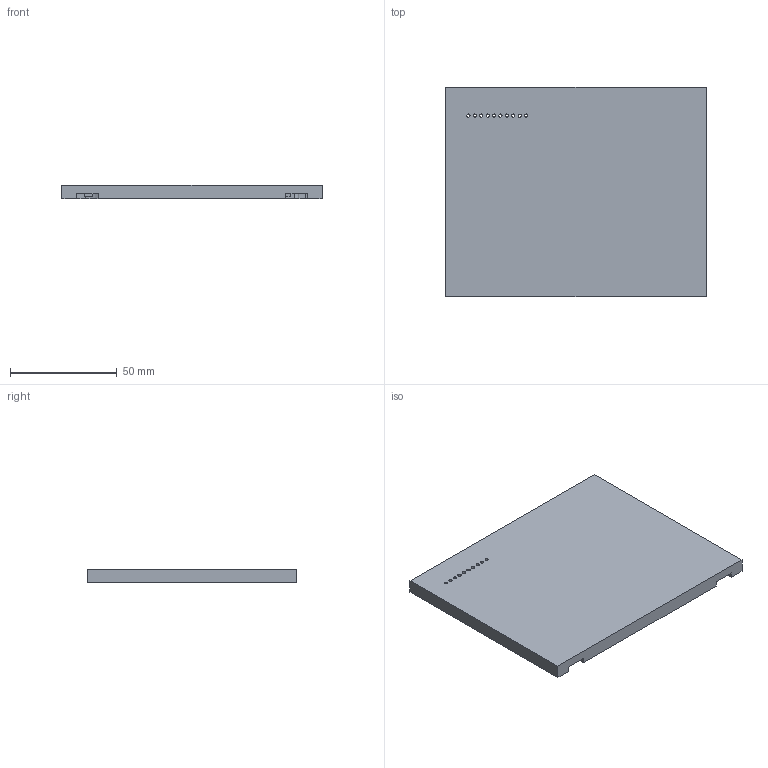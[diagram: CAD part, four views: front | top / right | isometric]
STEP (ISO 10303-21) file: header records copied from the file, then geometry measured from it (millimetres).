
FILE_DESCRIPTION(/* description */ (''),/* implementation_level */ '2;1');
FILE_NAME(/* name */ 'TopShield.step',/* time_stamp */ '2021-02-02T12:46:52+01:00',/* author */ (''),/* organization */ (''),/* preprocessor_version */ 'ST-DEVELOPER v18.1',/* originating_system */ 'Autodesk Translation Framework v9.7.1.1290',/* authorisation */ '');
FILE_SCHEMA (('AUTOMOTIVE_DESIGN { 1 0 10303 214 3 1 1 }'));
Length unit declared in the file: millimetre
Products named in the file (1): TopShield
Bounding box: 122 x 98 x 6.5 mm (x, y, z)
Volume: 44854.5 mm3; surface area: 32114.4 mm2
Topology: 1 solids, 1 shells, 281 faces, 750 edges, 499 vertices
Faces by surface type: plane 163, cylinder 116, bspline 2
Full cylindrical faces by diameter (mm): 1.5 x10, 2.529 x21
Entity records: 8919 total; most frequent: CARTESIAN_POINT 1605, DIRECTION 1538, ORIENTED_EDGE 1500, EDGE_CURVE 750, LINE 514, VECTOR 514, AXIS2_PLACEMENT_3D 512, VERTEX_POINT 499
